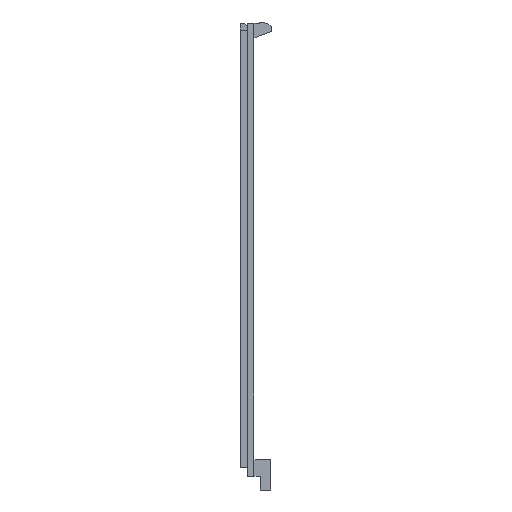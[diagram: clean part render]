
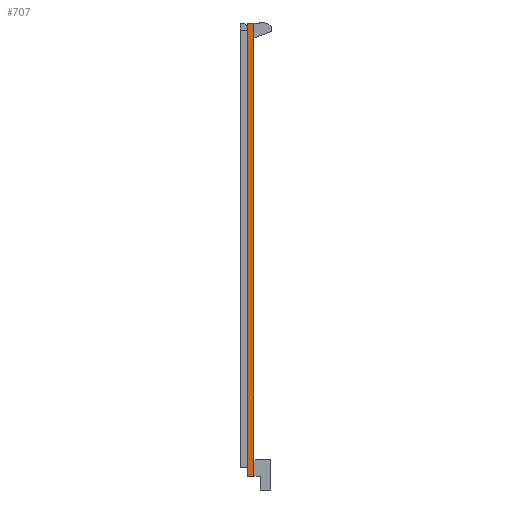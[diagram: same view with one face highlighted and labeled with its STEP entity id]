
A CAD part, left-side view. The second image highlights one B-rep face of the part: STEP entity #707.
In plain terms, the highlighted planar face has unit normal (-1, 0, 0).
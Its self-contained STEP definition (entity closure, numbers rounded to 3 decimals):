
#7 = EDGE_CURVE ( 'NONE', #1244, #278, #404, .T. ) ;
#23 = VECTOR ( 'NONE', #1056, 1000. ) ;
#41 = CARTESIAN_POINT ( 'NONE',  ( -32.5, 0.95, 33.45 ) ) ;
#50 = CARTESIAN_POINT ( 'NONE',  ( -32.5, 2., -33.45 ) ) ;
#58 = EDGE_CURVE ( 'NONE', #278, #1331, #103, .T. ) ;
#103 = LINE ( 'NONE', #1283, #23 ) ;
#144 = DIRECTION ( 'NONE',  ( 0., 0., -1. ) ) ;
#227 = AXIS2_PLACEMENT_3D ( 'NONE', #50, #790, #144 ) ;
#278 = VERTEX_POINT ( 'NONE', #1045 ) ;
#320 = EDGE_CURVE ( 'NONE', #909, #1244, #800, .T. ) ;
#376 = CARTESIAN_POINT ( 'NONE',  ( -32.5, 0.95, -33.45 ) ) ;
#381 = PLANE ( 'NONE',  #227 ) ;
#386 = ORIENTED_EDGE ( 'NONE', *, *, #7, .T. ) ;
#404 = LINE ( 'NONE', #1086, #964 ) ;
#435 = DIRECTION ( 'NONE',  ( 0., -1., 0. ) ) ;
#447 = CARTESIAN_POINT ( 'NONE',  ( -32.5, 2., 33.45 ) ) ;
#600 = ORIENTED_EDGE ( 'NONE', *, *, #320, .T. ) ;
#682 = CARTESIAN_POINT ( 'NONE',  ( -32.5, 0., 33.45 ) ) ;
#707 = ADVANCED_FACE ( 'NONE', ( #1124 ), #381, .F. ) ;
#790 = DIRECTION ( 'NONE',  ( 1., 0., 0. ) ) ;
#800 = LINE ( 'NONE', #376, #1229 ) ;
#865 = CARTESIAN_POINT ( 'NONE',  ( -32.5, 0.95, -33.45 ) ) ;
#905 = EDGE_LOOP ( 'NONE', ( #600, #386, #1361, #1183 ) ) ;
#909 = VERTEX_POINT ( 'NONE', #41 ) ;
#964 = VECTOR ( 'NONE', #435, 1000. ) ;
#1045 = CARTESIAN_POINT ( 'NONE',  ( -32.5, 0., -33.45 ) ) ;
#1056 = DIRECTION ( 'NONE',  ( 0., 0., 1. ) ) ;
#1086 = CARTESIAN_POINT ( 'NONE',  ( -32.5, 2., -33.45 ) ) ;
#1124 = FACE_OUTER_BOUND ( 'NONE', #905, .T. ) ;
#1183 = ORIENTED_EDGE ( 'NONE', *, *, #1324, .F. ) ;
#1203 = DIRECTION ( 'NONE',  ( 0., -1., 0. ) ) ;
#1229 = VECTOR ( 'NONE', #1234, 1000. ) ;
#1234 = DIRECTION ( 'NONE',  ( 0., 0., -1. ) ) ;
#1244 = VERTEX_POINT ( 'NONE', #865 ) ;
#1262 = VECTOR ( 'NONE', #1203, 1000. ) ;
#1283 = CARTESIAN_POINT ( 'NONE',  ( -32.5, 0., -33.45 ) ) ;
#1324 = EDGE_CURVE ( 'NONE', #909, #1331, #1328, .T. ) ;
#1328 = LINE ( 'NONE', #447, #1262 ) ;
#1331 = VERTEX_POINT ( 'NONE', #682 ) ;
#1361 = ORIENTED_EDGE ( 'NONE', *, *, #58, .T. ) ;
